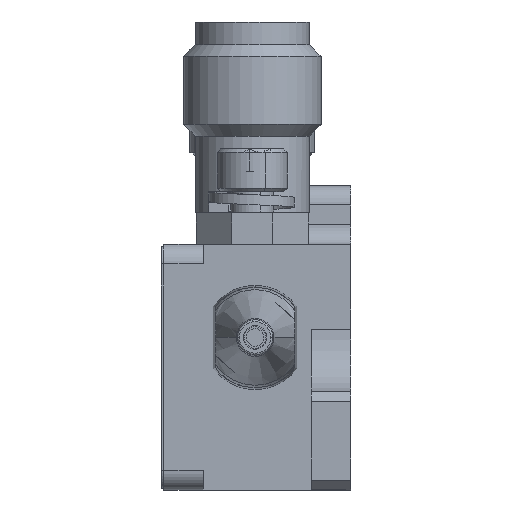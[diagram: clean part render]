
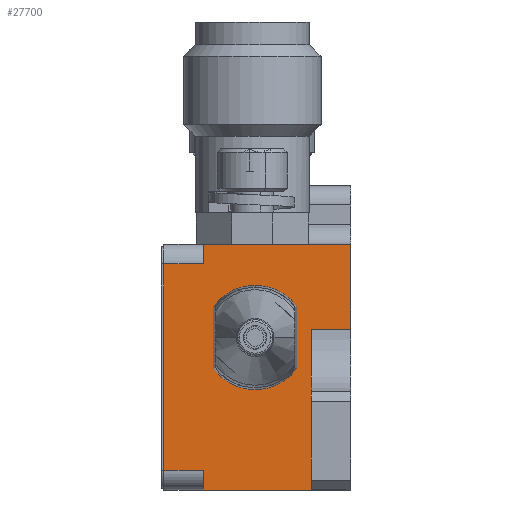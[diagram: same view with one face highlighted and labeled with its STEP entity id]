
A CAD part, left-side view. The second image highlights one B-rep face of the part: STEP entity #27700.
In plain terms, the highlighted planar face has unit normal (-1, 0, 0).
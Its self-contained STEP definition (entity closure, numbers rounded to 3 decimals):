
#975 = VERTEX_POINT ( 'NONE', #11345 ) ;
#1213 = CARTESIAN_POINT ( 'NONE',  ( -46.85, 88.523, 96.353 ) ) ;
#1300 = FACE_OUTER_BOUND ( 'NONE', #18852, .T. ) ;
#1462 = EDGE_CURVE ( 'NONE', #2699, #10424, #35183, .T. ) ;
#1784 = ORIENTED_EDGE ( 'NONE', *, *, #4431, .F. ) ;
#1793 = DIRECTION ( 'NONE',  ( 0., -1., 0. ) ) ;
#1822 = LINE ( 'NONE', #4643, #10004 ) ;
#2079 = CARTESIAN_POINT ( 'NONE',  ( -46.85, 79.023, 96.353 ) ) ;
#2584 = VERTEX_POINT ( 'NONE', #11242 ) ;
#2699 = VERTEX_POINT ( 'NONE', #31126 ) ;
#2890 = ORIENTED_EDGE ( 'NONE', *, *, #25837, .T. ) ;
#3258 = VERTEX_POINT ( 'NONE', #2079 ) ;
#3654 = EDGE_CURVE ( 'NONE', #975, #23501, #28368, .T. ) ;
#4156 = ORIENTED_EDGE ( 'NONE', *, *, #7483, .F. ) ;
#4431 = EDGE_CURVE ( 'NONE', #33890, #32757, #33077, .T. ) ;
#4572 = CARTESIAN_POINT ( 'NONE',  ( -46.85, 88.523, 96.353 ) ) ;
#4592 = AXIS2_PLACEMENT_3D ( 'NONE', #12656, #31965, #15425 ) ;
#4643 = CARTESIAN_POINT ( 'NONE',  ( -46.85, 86.523, 96.353 ) ) ;
#5381 = ORIENTED_EDGE ( 'NONE', *, *, #17041, .F. ) ;
#6074 = CARTESIAN_POINT ( 'NONE',  ( -46.85, 83.883, 93.263 ) ) ;
#6222 = ORIENTED_EDGE ( 'NONE', *, *, #19234, .F. ) ;
#6747 = CARTESIAN_POINT ( 'NONE',  ( -46.85, 79.023, 92.033 ) ) ;
#6768 = PLANE ( 'NONE',  #30675 ) ;
#7235 = VECTOR ( 'NONE', #23878, 1000. ) ;
#7295 = CARTESIAN_POINT ( 'NONE',  ( -46.85, 81.023, 92.033 ) ) ;
#7483 = EDGE_CURVE ( 'NONE', #25130, #26664, #1822, .T. ) ;
#8445 = VECTOR ( 'NONE', #32107, 1000. ) ;
#8562 = CIRCLE ( 'NONE', #4592, 1.65 ) ;
#8624 = FACE_BOUND ( 'NONE', #24628, .T. ) ;
#8896 = VECTOR ( 'NONE', #35578, 1000. ) ;
#8919 = ORIENTED_EDGE ( 'NONE', *, *, #28995, .F. ) ;
#9509 = DIRECTION ( 'NONE',  ( 0., 0., -1. ) ) ;
#9541 = ORIENTED_EDGE ( 'NONE', *, *, #17258, .T. ) ;
#9747 = LINE ( 'NONE', #13453, #8896 ) ;
#10004 = VECTOR ( 'NONE', #21130, 1000. ) ;
#10424 = VERTEX_POINT ( 'NONE', #26718 ) ;
#11242 = CARTESIAN_POINT ( 'NONE',  ( -46.85, 81.023, 83.853 ) ) ;
#11345 = CARTESIAN_POINT ( 'NONE',  ( -46.85, 86.523, 83.853 ) ) ;
#11386 = CARTESIAN_POINT ( 'NONE',  ( -46.85, 86.523, 84.853 ) ) ;
#12015 = EDGE_CURVE ( 'NONE', #25130, #10424, #21051, .T. ) ;
#12656 = CARTESIAN_POINT ( 'NONE',  ( -46.85, 83.883, 91.613 ) ) ;
#12884 = ORIENTED_EDGE ( 'NONE', *, *, #12015, .T. ) ;
#13414 = DIRECTION ( 'NONE',  ( 0., 0., 1. ) ) ;
#13453 = CARTESIAN_POINT ( 'NONE',  ( -46.85, 88.523, 83.853 ) ) ;
#13604 = VECTOR ( 'NONE', #27926, 1000. ) ;
#13720 = VECTOR ( 'NONE', #21739, 1000. ) ;
#15023 = DIRECTION ( 'NONE',  ( 0., 0., 1. ) ) ;
#15265 = DIRECTION ( 'NONE',  ( -1., 0., 0. ) ) ;
#15425 = DIRECTION ( 'NONE',  ( 0., 0., 1. ) ) ;
#16652 = EDGE_CURVE ( 'NONE', #34500, #3258, #22273, .T. ) ;
#17041 = EDGE_CURVE ( 'NONE', #23501, #2699, #20937, .T. ) ;
#17084 = CARTESIAN_POINT ( 'NONE',  ( -46.85, 86.523, 95.353 ) ) ;
#17258 = EDGE_CURVE ( 'NONE', #28764, #34500, #32165, .T. ) ;
#17856 = LINE ( 'NONE', #4572, #31705 ) ;
#18822 = CARTESIAN_POINT ( 'NONE',  ( -46.85, 81.023, 83.853 ) ) ;
#18852 = EDGE_LOOP ( 'NONE', ( #12884, #23529, #5381, #30200, #22966, #2890, #9541, #24513, #6222, #4156 ) ) ;
#19029 = DIRECTION ( 'NONE',  ( 0., 0., 1. ) ) ;
#19149 = CARTESIAN_POINT ( 'NONE',  ( -46.85, 88.523, 96.353 ) ) ;
#19234 = EDGE_CURVE ( 'NONE', #26664, #3258, #17856, .T. ) ;
#20937 = LINE ( 'NONE', #11386, #13604 ) ;
#21051 = LINE ( 'NONE', #35534, #13720 ) ;
#21130 = DIRECTION ( 'NONE',  ( 0., 0., 1. ) ) ;
#21739 = DIRECTION ( 'NONE',  ( 0., 1., 0. ) ) ;
#22273 = LINE ( 'NONE', #34367, #30474 ) ;
#22966 = ORIENTED_EDGE ( 'NONE', *, *, #32463, .T. ) ;
#23501 = VERTEX_POINT ( 'NONE', #30781 ) ;
#23529 = ORIENTED_EDGE ( 'NONE', *, *, #1462, .F. ) ;
#23878 = DIRECTION ( 'NONE',  ( 0., 0., 1. ) ) ;
#23998 = CARTESIAN_POINT ( 'NONE',  ( -46.85, 86.523, 83.853 ) ) ;
#24513 = ORIENTED_EDGE ( 'NONE', *, *, #16652, .T. ) ;
#24536 = CARTESIAN_POINT ( 'NONE',  ( -46.85, 83.883, 89.963 ) ) ;
#24628 = EDGE_LOOP ( 'NONE', ( #8919, #1784 ) ) ;
#25130 = VERTEX_POINT ( 'NONE', #17084 ) ;
#25837 = EDGE_CURVE ( 'NONE', #2584, #28764, #34642, .T. ) ;
#26071 = DIRECTION ( 'NONE',  ( 1., 0., 0. ) ) ;
#26664 = VERTEX_POINT ( 'NONE', #28312 ) ;
#26718 = CARTESIAN_POINT ( 'NONE',  ( -46.85, 88.523, 95.353 ) ) ;
#27271 = VECTOR ( 'NONE', #13414, 1000. ) ;
#27700 = ADVANCED_FACE ( 'NONE', ( #8624, #1300 ), #6768, .F. ) ;
#27926 = DIRECTION ( 'NONE',  ( 0., 1., 0. ) ) ;
#28312 = CARTESIAN_POINT ( 'NONE',  ( -46.85, 86.523, 96.353 ) ) ;
#28368 = LINE ( 'NONE', #23998, #7235 ) ;
#28764 = VERTEX_POINT ( 'NONE', #29486 ) ;
#28995 = EDGE_CURVE ( 'NONE', #32757, #33890, #8562, .T. ) ;
#29486 = CARTESIAN_POINT ( 'NONE',  ( -46.85, 81.023, 92.033 ) ) ;
#30200 = ORIENTED_EDGE ( 'NONE', *, *, #3654, .F. ) ;
#30474 = VECTOR ( 'NONE', #15023, 1000. ) ;
#30675 = AXIS2_PLACEMENT_3D ( 'NONE', #1213, #26071, #9509 ) ;
#30781 = CARTESIAN_POINT ( 'NONE',  ( -46.85, 86.523, 84.853 ) ) ;
#30812 = AXIS2_PLACEMENT_3D ( 'NONE', #31819, #15265, #34627 ) ;
#31126 = CARTESIAN_POINT ( 'NONE',  ( -46.85, 88.523, 84.853 ) ) ;
#31705 = VECTOR ( 'NONE', #1793, 1000. ) ;
#31819 = CARTESIAN_POINT ( 'NONE',  ( -46.85, 83.883, 91.613 ) ) ;
#31965 = DIRECTION ( 'NONE',  ( -1., 0., 0. ) ) ;
#32107 = DIRECTION ( 'NONE',  ( 0., -1., 0. ) ) ;
#32165 = LINE ( 'NONE', #7295, #8445 ) ;
#32463 = EDGE_CURVE ( 'NONE', #975, #2584, #9747, .T. ) ;
#32757 = VERTEX_POINT ( 'NONE', #6074 ) ;
#33077 = CIRCLE ( 'NONE', #30812, 1.65 ) ;
#33890 = VERTEX_POINT ( 'NONE', #24536 ) ;
#34320 = VECTOR ( 'NONE', #19029, 1000. ) ;
#34367 = CARTESIAN_POINT ( 'NONE',  ( -46.85, 79.023, 96.353 ) ) ;
#34500 = VERTEX_POINT ( 'NONE', #6747 ) ;
#34627 = DIRECTION ( 'NONE',  ( 0., 0., 1. ) ) ;
#34642 = LINE ( 'NONE', #18822, #27271 ) ;
#35183 = LINE ( 'NONE', #19149, #34320 ) ;
#35534 = CARTESIAN_POINT ( 'NONE',  ( -46.85, 86.523, 95.353 ) ) ;
#35578 = DIRECTION ( 'NONE',  ( 0., -1., 0. ) ) ;
